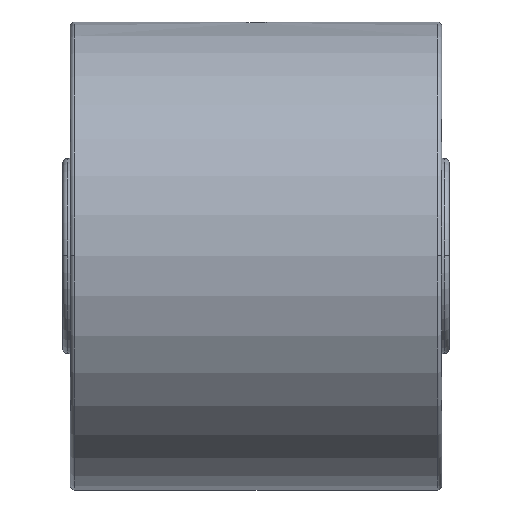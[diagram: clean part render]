
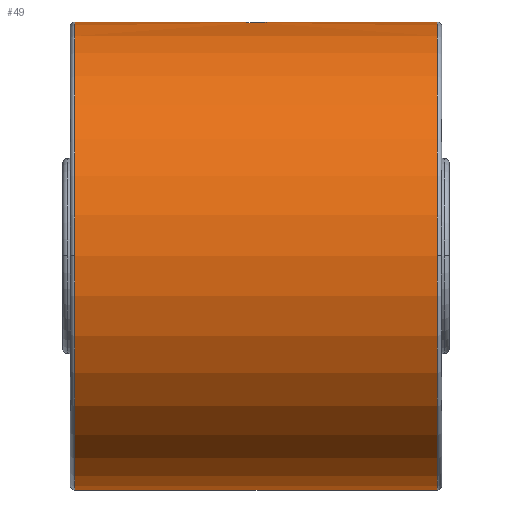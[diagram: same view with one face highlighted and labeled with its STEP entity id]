
A CAD part, top view. The second image highlights one B-rep face of the part: STEP entity #49.
In plain terms, the highlighted cylindrical face has radius 53.975 mm (diameter 107.95 mm), a partial arc.
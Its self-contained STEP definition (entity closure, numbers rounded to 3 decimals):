
#49=ADVANCED_FACE('',(#179),#180,.T.);
#179=FACE_OUTER_BOUND('',#452,.T.);
#180=CYLINDRICAL_SURFACE('',#453,53.975);
#452=EDGE_LOOP('',(#745,#746,#747,#748,#749,#750,#751,#752,#753));
#453=AXIS2_PLACEMENT_3D('',#754,#755,#756);
#745=ORIENTED_EDGE('',*,*,#1669,.F.);
#746=ORIENTED_EDGE('',*,*,#1670,.T.);
#747=ORIENTED_EDGE('',*,*,#1671,.T.);
#748=ORIENTED_EDGE('',*,*,#1672,.F.);
#749=ORIENTED_EDGE('',*,*,#1673,.F.);
#750=ORIENTED_EDGE('',*,*,#1665,.F.);
#751=ORIENTED_EDGE('',*,*,#1674,.F.);
#752=ORIENTED_EDGE('',*,*,#1675,.T.);
#753=ORIENTED_EDGE('',*,*,#1676,.T.);
#754=CARTESIAN_POINT('',(44.575,0.0,0.0));
#755=DIRECTION('',(1.0,0.0,0.0));
#756=DIRECTION('',(0.0,1.0,0.0));
#1665=EDGE_CURVE('',#1953,#1955,#1956,.T.);
#1669=EDGE_CURVE('',#1962,#1963,#1964,.T.);
#1670=EDGE_CURVE('',#1962,#1965,#1966,.T.);
#1671=EDGE_CURVE('',#1965,#1967,#1968,.T.);
#1672=EDGE_CURVE('',#1969,#1967,#1970,.T.);
#1673=EDGE_CURVE('',#1955,#1969,#1971,.T.);
#1674=EDGE_CURVE('',#1972,#1953,#1973,.T.);
#1675=EDGE_CURVE('',#1972,#1974,#1975,.T.);
#1676=EDGE_CURVE('',#1974,#1963,#1976,.T.);
#1953=VERTEX_POINT('',#2406);
#1955=VERTEX_POINT('',#2408);
#1956=CIRCLE('',#2409,53.975);
#1962=VERTEX_POINT('',#2415);
#1963=VERTEX_POINT('',#2416);
#1964=LINE('',#2417,#2418);
#1965=VERTEX_POINT('',#2419);
#1966=CIRCLE('',#2420,53.975);
#1967=VERTEX_POINT('',#2421);
#1968=CIRCLE('',#2422,53.975);
#1969=VERTEX_POINT('',#2423);
#1970=LINE('',#2424,#2425);
#1971=CIRCLE('',#2426,53.975);
#1972=VERTEX_POINT('',#2427);
#1973=LINE('',#2428,#2429);
#1974=VERTEX_POINT('',#2430);
#1975=B_SPLINE_CURVE_WITH_KNOTS('',3,(#2431,#2432,#2433,#2434,#2435,#2436,#2437,#2438,#2439,#2440,#2441,#2442,#2443,#2444,#2445,#2446,#2447,#2448),.UNSPECIFIED.,.F.,.F.,(4,2,2,2,2,2,2,2,4),(18.088,18.842,19.595,20.349,21.103,21.856,22.61,23.364,24.117),.UNSPECIFIED.);
#1976=B_SPLINE_CURVE_WITH_KNOTS('',3,(#2449,#2450,#2451,#2452,#2453,#2454,#2455,#2456,#2457,#2458,#2459,#2460,#2461,#2462,#2463,#2464,#2465,#2466),.UNSPECIFIED.,.F.,.F.,(4,2,2,2,2,2,2,2,4),(0.0,0.754,1.507,2.261,3.015,3.768,4.522,5.276,6.029),.UNSPECIFIED.);
#2406=CARTESIAN_POINT('',(86.346,53.975,0.0));
#2408=CARTESIAN_POINT('',(86.346,0.,53.975));
#2409=AXIS2_PLACEMENT_3D('',#3051,#3052,#3053);
#2415=CARTESIAN_POINT('',(2.805,53.975,0.0));
#2416=CARTESIAN_POINT('',(40.575,53.975,0.));
#2417=CARTESIAN_POINT('',(44.575,53.975,0.));
#2418=VECTOR('',#3063,1.0);
#2419=CARTESIAN_POINT('',(2.804,0.,53.975));
#2420=AXIS2_PLACEMENT_3D('',#3064,#3065,#3066);
#2421=CARTESIAN_POINT('',(2.804,-53.975,0.));
#2422=AXIS2_PLACEMENT_3D('',#3067,#3068,#3069);
#2423=CARTESIAN_POINT('',(86.346,-53.975,0.));
#2424=CARTESIAN_POINT('',(44.575,-53.975,0.));
#2425=VECTOR('',#3070,1.0);
#2426=AXIS2_PLACEMENT_3D('',#3071,#3072,#3073);
#2427=CARTESIAN_POINT('',(48.575,53.975,0.));
#2428=CARTESIAN_POINT('',(44.575,53.975,0.));
#2429=VECTOR('',#3074,1.0);
#2430=CARTESIAN_POINT('',(44.575,53.827,4.0));
#2431=CARTESIAN_POINT('',(48.575,53.975,0.));
#2432=CARTESIAN_POINT('',(48.575,53.975,0.251));
#2433=CARTESIAN_POINT('',(48.551,53.973,0.511));
#2434=CARTESIAN_POINT('',(48.45,53.966,1.028));
#2435=CARTESIAN_POINT('',(48.372,53.96,1.285));
#2436=CARTESIAN_POINT('',(48.168,53.946,1.777));
#2437=CARTESIAN_POINT('',(48.041,53.938,2.014));
#2438=CARTESIAN_POINT('',(47.748,53.92,2.45));
#2439=CARTESIAN_POINT('',(47.581,53.91,2.651));
#2440=CARTESIAN_POINT('',(47.226,53.892,3.006));
#2441=CARTESIAN_POINT('',(47.025,53.882,3.173));
#2442=CARTESIAN_POINT('',(46.589,53.864,3.466));
#2443=CARTESIAN_POINT('',(46.352,53.855,3.593));
#2444=CARTESIAN_POINT('',(45.86,53.841,3.797));
#2445=CARTESIAN_POINT('',(45.603,53.836,3.875));
#2446=CARTESIAN_POINT('',(45.086,53.828,3.976));
#2447=CARTESIAN_POINT('',(44.826,53.827,4.0));
#2448=CARTESIAN_POINT('',(44.575,53.827,4.0));
#2449=CARTESIAN_POINT('',(44.575,53.827,4.0));
#2450=CARTESIAN_POINT('',(44.324,53.827,4.0));
#2451=CARTESIAN_POINT('',(44.064,53.828,3.976));
#2452=CARTESIAN_POINT('',(43.547,53.836,3.875));
#2453=CARTESIAN_POINT('',(43.29,53.841,3.797));
#2454=CARTESIAN_POINT('',(42.798,53.855,3.593));
#2455=CARTESIAN_POINT('',(42.561,53.864,3.466));
#2456=CARTESIAN_POINT('',(42.125,53.882,3.173));
#2457=CARTESIAN_POINT('',(41.924,53.892,3.006));
#2458=CARTESIAN_POINT('',(41.569,53.91,2.651));
#2459=CARTESIAN_POINT('',(41.402,53.92,2.45));
#2460=CARTESIAN_POINT('',(41.109,53.938,2.014));
#2461=CARTESIAN_POINT('',(40.982,53.946,1.777));
#2462=CARTESIAN_POINT('',(40.778,53.96,1.285));
#2463=CARTESIAN_POINT('',(40.7,53.966,1.028));
#2464=CARTESIAN_POINT('',(40.599,53.973,0.511));
#2465=CARTESIAN_POINT('',(40.575,53.975,0.251));
#2466=CARTESIAN_POINT('',(40.575,53.975,0.));
#3051=CARTESIAN_POINT('',(86.346,0.0,0.0));
#3052=DIRECTION('',(1.0,0.0,0.0));
#3053=DIRECTION('',(0.0,1.0,0.0));
#3063=DIRECTION('',(1.0,0.0,0.0));
#3064=CARTESIAN_POINT('',(2.804,0.0,0.0));
#3065=DIRECTION('',(1.0,0.0,0.0));
#3066=DIRECTION('',(0.0,1.0,0.0));
#3067=CARTESIAN_POINT('',(2.804,0.0,0.0));
#3068=DIRECTION('',(1.0,0.0,0.0));
#3069=DIRECTION('',(0.0,1.0,0.0));
#3070=DIRECTION('',(-1.0,-0.0,-0.0));
#3071=CARTESIAN_POINT('',(86.346,0.0,0.0));
#3072=DIRECTION('',(1.0,0.0,0.0));
#3073=DIRECTION('',(0.0,1.0,0.0));
#3074=DIRECTION('',(1.0,0.0,0.0));
